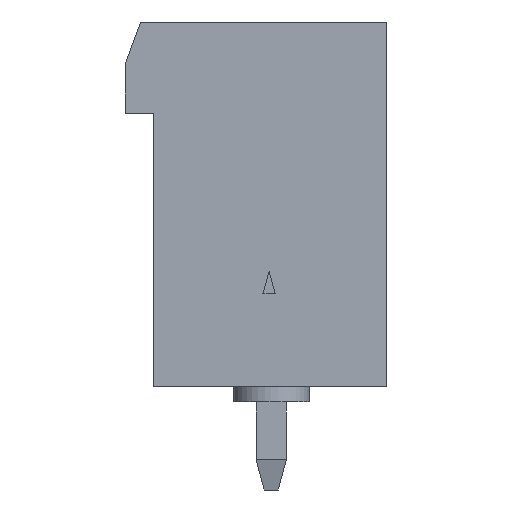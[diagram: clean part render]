
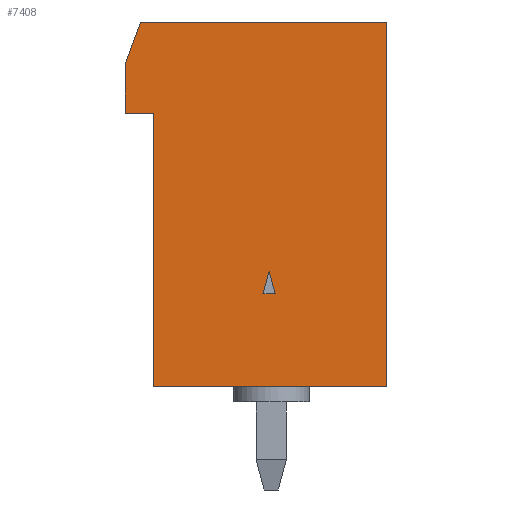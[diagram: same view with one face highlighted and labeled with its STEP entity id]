
A CAD part, left-side view. The second image highlights one B-rep face of the part: STEP entity #7408.
In plain terms, the highlighted planar face has unit normal (-1, 0, 0).
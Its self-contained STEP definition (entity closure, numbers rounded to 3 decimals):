
#7241=CARTESIAN_POINT('',(-30.48,0.271,3.05));
#7242=VERTEX_POINT('',#7241);
#7259=CARTESIAN_POINT('',(-30.48,0.07,3.8));
#7260=VERTEX_POINT('',#7259);
#7267=CARTESIAN_POINT('',(-30.48,0.07,3.8));
#7268=DIRECTION('',(0.0,0.259,-0.966));
#7269=VECTOR('',#7268,0.776);
#7270=LINE('',#7267,#7269);
#7271=EDGE_CURVE('',#7260,#7242,#7270,.T.);
#7283=CARTESIAN_POINT('',(-30.48,-0.131,3.05));
#7284=VERTEX_POINT('',#7283);
#7298=CARTESIAN_POINT('',(-30.48,0.271,3.05));
#7299=DIRECTION('',(0.0,-1.0,0.0));
#7300=VECTOR('',#7299,0.402);
#7301=LINE('',#7298,#7300);
#7302=EDGE_CURVE('',#7242,#7284,#7301,.T.);
#7320=CARTESIAN_POINT('',(-30.48,-0.131,3.05));
#7321=DIRECTION('',(0.0,0.259,0.966));
#7322=VECTOR('',#7321,0.776);
#7323=LINE('',#7320,#7322);
#7324=EDGE_CURVE('',#7284,#7260,#7323,.T.);
#7340=CARTESIAN_POINT('',(-30.48,-4.23,-0.6));
#7341=DIRECTION('',(-1.0,0.0,0.0));
#7342=DIRECTION('',(0.0,0.0,1.0));
#7343=AXIS2_PLACEMENT_3D('',#7340,#7341,#7342);
#7344=PLANE('',#7343);
#7345=CARTESIAN_POINT('',(-30.48,-3.8,12.));
#7346=VERTEX_POINT('',#7345);
#7347=CARTESIAN_POINT('',(-30.48,4.3,12.));
#7348=VERTEX_POINT('',#7347);
#7349=CARTESIAN_POINT('',(-30.48,-3.8,12.));
#7350=DIRECTION('',(0.0,1.0,0.0));
#7351=VECTOR('',#7350,8.1);
#7352=LINE('',#7349,#7351);
#7353=EDGE_CURVE('',#7346,#7348,#7352,.T.);
#7354=ORIENTED_EDGE('',*,*,#7353,.T.);
#7355=CARTESIAN_POINT('',(-30.48,4.8,10.626));
#7356=VERTEX_POINT('',#7355);
#7357=CARTESIAN_POINT('',(-30.48,4.8,10.626));
#7358=DIRECTION('',(0.0,-0.342,0.94));
#7359=VECTOR('',#7358,1.462);
#7360=LINE('',#7357,#7359);
#7361=EDGE_CURVE('',#7356,#7348,#7360,.T.);
#7362=ORIENTED_EDGE('',*,*,#7361,.F.);
#7363=CARTESIAN_POINT('',(-30.48,4.8,9.));
#7364=VERTEX_POINT('',#7363);
#7365=CARTESIAN_POINT('',(-30.48,4.8,9.));
#7366=DIRECTION('',(0.0,0.0,1.0));
#7367=VECTOR('',#7366,1.626);
#7368=LINE('',#7365,#7367);
#7369=EDGE_CURVE('',#7364,#7356,#7368,.T.);
#7370=ORIENTED_EDGE('',*,*,#7369,.F.);
#7371=CARTESIAN_POINT('',(-30.48,3.87,9.));
#7372=VERTEX_POINT('',#7371);
#7373=CARTESIAN_POINT('',(-30.48,3.87,9.));
#7374=DIRECTION('',(0.0,1.0,0.0));
#7375=VECTOR('',#7374,0.93);
#7376=LINE('',#7373,#7375);
#7377=EDGE_CURVE('',#7372,#7364,#7376,.T.);
#7378=ORIENTED_EDGE('',*,*,#7377,.F.);
#7379=CARTESIAN_POINT('',(-30.48,3.87,0.0));
#7380=VERTEX_POINT('',#7379);
#7381=CARTESIAN_POINT('',(-30.48,3.87,9.));
#7382=DIRECTION('',(0.0,0.0,-1.0));
#7383=VECTOR('',#7382,9.0);
#7384=LINE('',#7381,#7383);
#7385=EDGE_CURVE('',#7372,#7380,#7384,.T.);
#7386=ORIENTED_EDGE('',*,*,#7385,.T.);
#7387=CARTESIAN_POINT('',(-30.48,-3.8,0.0));
#7388=VERTEX_POINT('',#7387);
#7389=CARTESIAN_POINT('',(-30.48,3.87,0.0));
#7390=DIRECTION('',(0.0,-1.0,0.0));
#7391=VECTOR('',#7390,7.67);
#7392=LINE('',#7389,#7391);
#7393=EDGE_CURVE('',#7380,#7388,#7392,.T.);
#7394=ORIENTED_EDGE('',*,*,#7393,.T.);
#7395=CARTESIAN_POINT('',(-30.48,-3.8,12.));
#7396=DIRECTION('',(0.0,0.0,-1.0));
#7397=VECTOR('',#7396,12.0);
#7398=LINE('',#7395,#7397);
#7399=EDGE_CURVE('',#7346,#7388,#7398,.T.);
#7400=ORIENTED_EDGE('',*,*,#7399,.F.);
#7401=EDGE_LOOP('',(#7354,#7362,#7370,#7378,#7386,#7394,#7400));
#7402=FACE_OUTER_BOUND('',#7401,.T.);
#7403=ORIENTED_EDGE('',*,*,#7271,.F.);
#7404=ORIENTED_EDGE('',*,*,#7324,.F.);
#7405=ORIENTED_EDGE('',*,*,#7302,.F.);
#7406=EDGE_LOOP('',(#7403,#7404,#7405));
#7407=FACE_BOUND('',#7406,.T.);
#7408=ADVANCED_FACE('',(#7402,#7407),#7344,.T.);
